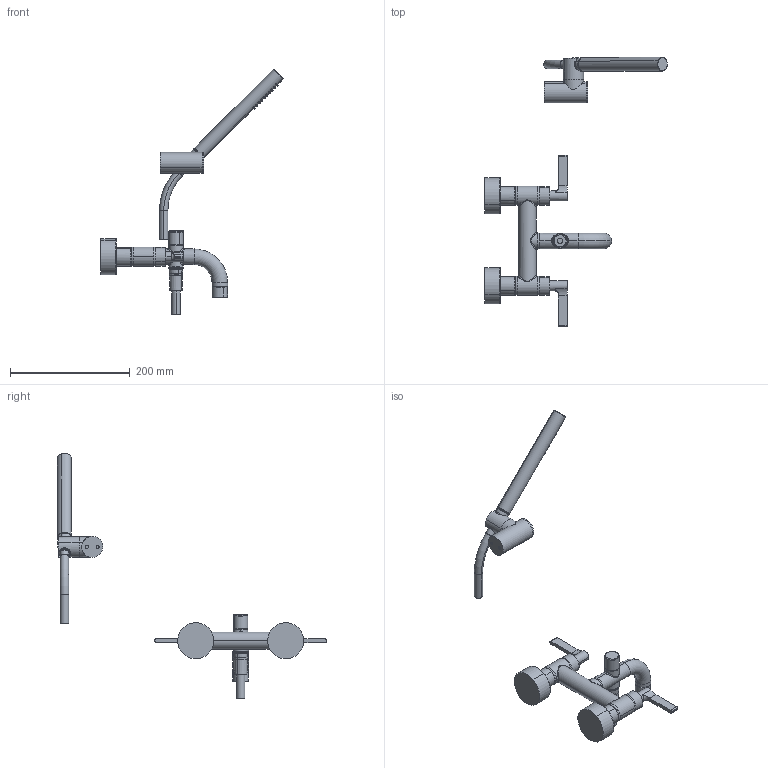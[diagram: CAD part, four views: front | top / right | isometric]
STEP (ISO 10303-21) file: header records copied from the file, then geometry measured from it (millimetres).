
FILE_DESCRIPTION(('CATIA V5 STEP Exchange','CAx-IF Rec.Pracs.--- Model Styling and Organization---1.5--- 2016-08-15','CAx-IF Rec.Pracs.---Supplemental Geometry---1.0---2011-11-01','CAx-IF Rec.Pracs.--- Composite Materials ---3.4---2017-06-13','CAx-IF Rec.Pracs.---Tessellated 3D Geometry---1.0---2015-12-17'),'2;1');
FILE_NAME('GL000120.stp','2022-09-19T07:40:17+00:00',('none'),('none'),'CATIA Version 5-6 Release 2020 SP2','CATIA V5 STEP AP242 v2','none');
FILE_SCHEMA(('AP242_MANAGED_MODEL_BASED_3D_ENGINEERING_MIM_LF {1 0 10303 442 1 1 4}'));
Products named in the file (1): Product1_AllCATPart
Bounding box: 304.26 x 448.38 x 409.79 mm (x, y, z)
Volume: 626938.6 mm3; surface area: 159272.6 mm2
Topology: 10 solids, 22 shells, 2282 faces, 6521 edges, 4287 vertices
Faces by surface type: plane 870, cylinder 833, extrusion 268, cone 180, torus 111, bspline 20
Entity records: 81433 total; most frequent: CARTESIAN_POINT 29763, ORIENTED_EDGE 13030, DIRECTION 6759, EDGE_CURVE 6515, VERTEX_POINT 4287, VECTOR 2931, AXIS2_PLACEMENT_3D 2831, LINE 2663
